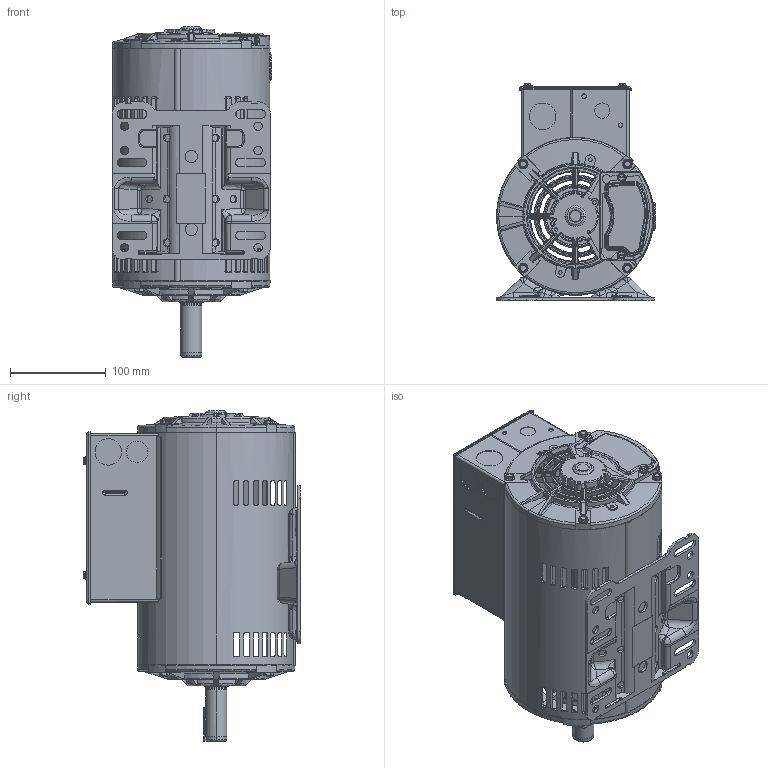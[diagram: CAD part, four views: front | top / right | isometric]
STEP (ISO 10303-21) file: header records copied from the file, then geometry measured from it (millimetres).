
FILE_DESCRIPTION (( 'STEP AP214' ), '1' );
FILE_NAME ('I127 orig mod 1a 100147-956_Rev4 b2b.STEP', '2019-04-17T13:31:10', ( '' ), ( '' ), 'SwSTEP 2.0', 'SolidWorks 2017', '' );
FILE_SCHEMA (( 'AUTOMOTIVE_DESIGN' ));
Length unit declared in the file: inch
Products named in the file (1): I127 orig mod 1a 100147-956_Rev4 b2b
Bounding box: 166.58 x 227.23 x 345.05 mm (x, y, z)
Volume: 889955.6 mm3; surface area: 647173.6 mm2
Topology: 36 solids, 36 shells, 3655 faces, 9908 edges, 6276 vertices
Faces by surface type: plane 1357, bspline 972, cylinder 849, cone 477
Entity records: 155746 total; most frequent: CARTESIAN_POINT 72228, ORIENTED_EDGE 19692, DIRECTION 14535, EDGE_CURVE 9846, VERTEX_POINT 6276, AXIS2_PLACEMENT_3D 5436, EDGE_LOOP 3924, VECTOR 3663
